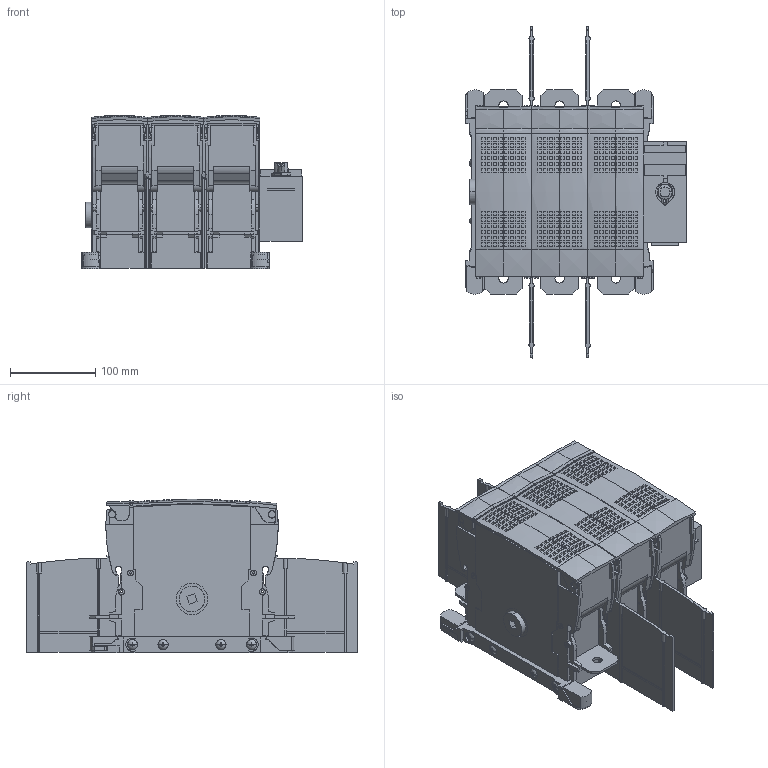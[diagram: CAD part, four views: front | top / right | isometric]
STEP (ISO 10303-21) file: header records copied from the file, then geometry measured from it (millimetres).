
FILE_DESCRIPTION (( 'STEP AP214' ), '1' );
FILE_NAME ('38513038.step', '2016-05-09T12:24:46', ( '' ), ( '' ), 'SwSTEP 2.0', 'SolidWorks 2015', '' );
FILE_SCHEMA (( 'AUTOMOTIVE_DESIGN' ));
Length unit declared in the file: inch
Products named in the file (1): 38513038
Bounding box: 259.5 x 390 x 180 mm (x, y, z)
Volume: 6541107.7 mm3; surface area: 604582.6 mm2
Topology: 19 solids, 32 shells, 3689 faces, 10471 edges, 6965 vertices
Faces by surface type: plane 2774, cylinder 652, cone 128, bspline 102, torus 17, sphere 16
Entity records: 145053 total; most frequent: CARTESIAN_POINT 55103, ORIENTED_EDGE 20942, DIRECTION 14575, EDGE_CURVE 10471, VERTEX_POINT 6965, LINE 5575, VECTOR 5575, AXIS2_PLACEMENT_3D 4500
